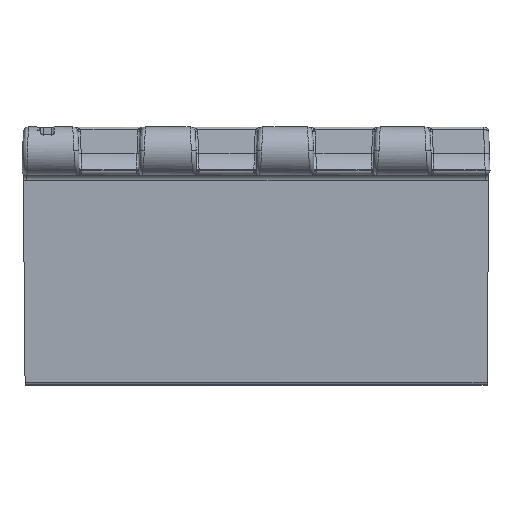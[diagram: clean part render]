
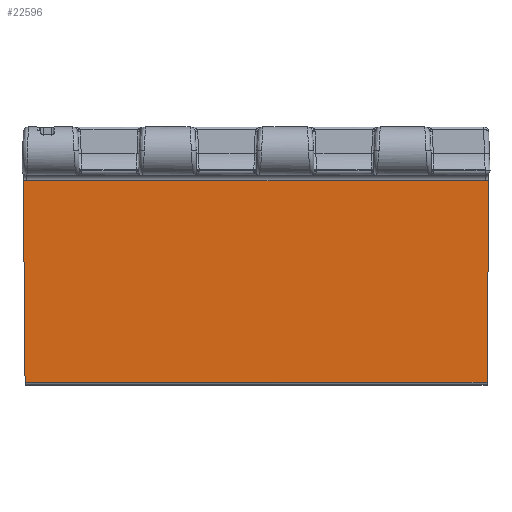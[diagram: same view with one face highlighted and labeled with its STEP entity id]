
A CAD part, top view. The second image highlights one B-rep face of the part: STEP entity #22596.
In plain terms, the highlighted planar face has unit normal (0, -0.026, 1).
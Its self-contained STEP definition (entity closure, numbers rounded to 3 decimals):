
#132 = LINE ( 'NONE', #23398, #14221 ) ;
#383 = VECTOR ( 'NONE', #10911, 1000. ) ;
#672 = ORIENTED_EDGE ( 'NONE', *, *, #24478, .F. ) ;
#1010 = CARTESIAN_POINT ( 'NONE',  ( 42.15, -46.213, 1.018 ) ) ;
#2179 = EDGE_CURVE ( 'NONE', #17136, #15789, #11488, .T. ) ;
#2614 = CARTESIAN_POINT ( 'NONE',  ( 42.15, -8.7, 2. ) ) ;
#4141 = EDGE_CURVE ( 'NONE', #23362, #24614, #4631, .T. ) ;
#4215 =( BOUNDED_CURVE ( )  B_SPLINE_CURVE ( 3, ( #16758, #8893, #6706, #6427 ),
 .UNSPECIFIED., .F., .F. ) 
 B_SPLINE_CURVE_WITH_KNOTS ( ( 4, 4 ),
 ( 2.774, 3.142 ),
 .UNSPECIFIED. ) 
 CURVE ( )  GEOMETRIC_REPRESENTATION_ITEM ( )  RATIONAL_B_SPLINE_CURVE ( ( 1., 0.989, 0.989, 1. ) ) 
 REPRESENTATION_ITEM ( '' )  );
#4631 = LINE ( 'NONE', #21240, #383 ) ;
#4653 = DIRECTION ( 'NONE',  ( 0., 1., 0.026 ) ) ;
#4720 = ORIENTED_EDGE ( 'NONE', *, *, #7647, .T. ) ;
#6116 = ORIENTED_EDGE ( 'NONE', *, *, #10365, .T. ) ;
#6427 = CARTESIAN_POINT ( 'NONE',  ( 41.46, -9.674, 1.975 ) ) ;
#6533 = EDGE_LOOP ( 'NONE', ( #672, #6116, #7618, #22879, #4720, #25170 ) ) ;
#6576 = CARTESIAN_POINT ( 'NONE',  ( 41.823, -46.213, 1.018 ) ) ;
#6706 = CARTESIAN_POINT ( 'NONE',  ( 41.694, -9.674, 1.975 ) ) ;
#6819 = AXIS2_PLACEMENT_3D ( 'NONE', #2614, #23286, #4653 ) ;
#7001 =( BOUNDED_CURVE ( )  B_SPLINE_CURVE ( 3, ( #15433, #25650, #23732, #17878 ),
 .UNSPECIFIED., .F., .F. ) 
 B_SPLINE_CURVE_WITH_KNOTS ( ( 4, 4 ),
 ( 3.142, 3.5 ),
 .UNSPECIFIED. ) 
 CURVE ( )  GEOMETRIC_REPRESENTATION_ITEM ( )  RATIONAL_B_SPLINE_CURVE ( ( 1., 0.989, 0.989, 1. ) ) 
 REPRESENTATION_ITEM ( '' )  );
#7025 = DIRECTION ( 'NONE',  ( 0.009, -1., -0.026 ) ) ;
#7333 = CARTESIAN_POINT ( 'NONE',  ( -41.476, -9.674, 1.975 ) ) ;
#7618 = ORIENTED_EDGE ( 'NONE', *, *, #4141, .T. ) ;
#7647 = EDGE_CURVE ( 'NONE', #20110, #17136, #13010, .T. ) ;
#8371 = EDGE_CURVE ( 'NONE', #24614, #20110, #7001, .T. ) ;
#8841 = CARTESIAN_POINT ( 'NONE',  ( -42.143, -9.553, 1.978 ) ) ;
#8893 = CARTESIAN_POINT ( 'NONE',  ( 41.924, -9.631, 1.976 ) ) ;
#10365 = EDGE_CURVE ( 'NONE', #21021, #23362, #4215, .T. ) ;
#10911 = DIRECTION ( 'NONE',  ( -1., 0., 0. ) ) ;
#10970 = DIRECTION ( 'NONE',  ( 1., 0., 0. ) ) ;
#11488 = LINE ( 'NONE', #1010, #14542 ) ;
#12526 = VECTOR ( 'NONE', #7025, 1000. ) ;
#13010 = LINE ( 'NONE', #15318, #12526 ) ;
#13203 = CARTESIAN_POINT ( 'NONE',  ( -41.823, -46.213, 1.018 ) ) ;
#14221 = VECTOR ( 'NONE', #21235, 1000. ) ;
#14542 = VECTOR ( 'NONE', #10970, 1000. ) ;
#14975 = PLANE ( 'NONE',  #6819 ) ;
#15318 = CARTESIAN_POINT ( 'NONE',  ( -42.153, -8.3, 2.01 ) ) ;
#15433 = CARTESIAN_POINT ( 'NONE',  ( -41.476, -9.674, 1.975 ) ) ;
#15789 = VERTEX_POINT ( 'NONE', #6576 ) ;
#16758 = CARTESIAN_POINT ( 'NONE',  ( 42.143, -9.547, 1.978 ) ) ;
#17090 = CARTESIAN_POINT ( 'NONE',  ( 42.143, -9.547, 1.978 ) ) ;
#17136 = VERTEX_POINT ( 'NONE', #13203 ) ;
#17878 = CARTESIAN_POINT ( 'NONE',  ( -42.143, -9.553, 1.978 ) ) ;
#20110 = VERTEX_POINT ( 'NONE', #8841 ) ;
#21021 = VERTEX_POINT ( 'NONE', #17090 ) ;
#21235 = DIRECTION ( 'NONE',  ( -0.009, -1., -0.026 ) ) ;
#21240 = CARTESIAN_POINT ( 'NONE',  ( 42.15, -9.674, 1.975 ) ) ;
#22596 = ADVANCED_FACE ( 'NONE', ( #25341 ), #14975, .F. ) ;
#22879 = ORIENTED_EDGE ( 'NONE', *, *, #8371, .T. ) ;
#23286 = DIRECTION ( 'NONE',  ( 0., 0.026, -1. ) ) ;
#23362 = VERTEX_POINT ( 'NONE', #26403 ) ;
#23398 = CARTESIAN_POINT ( 'NONE',  ( 42.153, -8.3, 2.01 ) ) ;
#23732 = CARTESIAN_POINT ( 'NONE',  ( -41.929, -9.633, 1.976 ) ) ;
#24478 = EDGE_CURVE ( 'NONE', #21021, #15789, #132, .T. ) ;
#24614 = VERTEX_POINT ( 'NONE', #7333 ) ;
#25170 = ORIENTED_EDGE ( 'NONE', *, *, #2179, .T. ) ;
#25341 = FACE_OUTER_BOUND ( 'NONE', #6533, .T. ) ;
#25650 = CARTESIAN_POINT ( 'NONE',  ( -41.704, -9.674, 1.975 ) ) ;
#26403 = CARTESIAN_POINT ( 'NONE',  ( 41.46, -9.674, 1.975 ) ) ;
